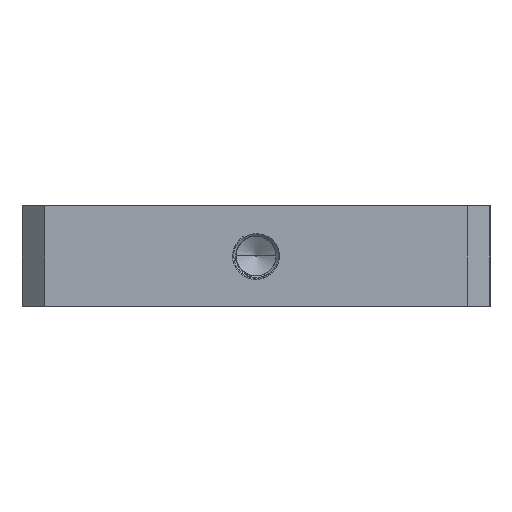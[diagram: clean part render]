
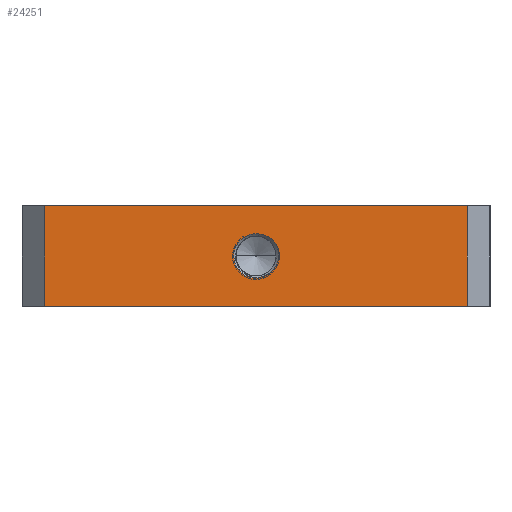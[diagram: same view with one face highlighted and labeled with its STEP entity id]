
A CAD part, left-side view. The second image highlights one B-rep face of the part: STEP entity #24251.
In plain terms, the highlighted planar face has unit normal (-1, 0, 0).
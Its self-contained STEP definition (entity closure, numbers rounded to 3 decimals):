
#17=DIRECTION('',(0.,-1.,0.));
#18=VECTOR('',#17,37.);
#19=CARTESIAN_POINT('',(-41.,18.5,0.));
#20=LINE('',#19,#18);
#318=DIRECTION('',(0.,-1.,0.));
#319=VECTOR('',#318,37.);
#320=CARTESIAN_POINT('',(-41.,18.5,8.8));
#321=LINE('',#320,#319);
#522=DIRECTION('',(0.,0.,-1.));
#523=VECTOR('',#522,8.8);
#524=CARTESIAN_POINT('',(-41.,-18.5,8.8));
#525=LINE('',#524,#523);
#526=DIRECTION('',(0.,0.,-1.));
#527=VECTOR('',#526,8.8);
#528=CARTESIAN_POINT('',(-41.,18.5,8.8));
#529=LINE('',#528,#527);
#530=CARTESIAN_POINT('',(-41.,-1.968,4.179));
#531=CARTESIAN_POINT('',(-41.,-1.953,4.092));
#532=CARTESIAN_POINT('',(-41.,-1.912,3.922));
#533=CARTESIAN_POINT('',(-41.,-1.848,3.756));
#534=CARTESIAN_POINT('',(-41.,-1.81,3.675));
#536=CARTESIAN_POINT('',(-41.,-1.767,5.445));
#537=CARTESIAN_POINT('',(-41.,-1.817,5.349));
#538=CARTESIAN_POINT('',(-41.,-1.901,5.151));
#539=CARTESIAN_POINT('',(-41.,-1.98,4.832));
#540=CARTESIAN_POINT('',(-41.,-2.005,4.502));
#541=CARTESIAN_POINT('',(-41.,-1.986,4.287));
#542=CARTESIAN_POINT('',(-41.,-1.968,4.179));
#544=CARTESIAN_POINT('',(-41.,-0.237,6.336));
#545=CARTESIAN_POINT('',(-41.,-0.386,6.326));
#546=CARTESIAN_POINT('',(-41.,-0.664,6.274));
#547=CARTESIAN_POINT('',(-41.,-1.025,6.127));
#548=CARTESIAN_POINT('',(-41.,-1.326,5.932));
#549=CARTESIAN_POINT('',(-41.,-1.575,5.703));
#550=CARTESIAN_POINT('',(-41.,-1.708,5.533));
#551=CARTESIAN_POINT('',(-41.,-1.767,5.445));
#7810=CARTESIAN_POINT('',(-41.,0.,4.4));
#7811=DIRECTION('',(1.,0.,0.));
#7812=DIRECTION('',(0.,-0.928,-0.372));
#7813=AXIS2_PLACEMENT_3D('',#7810,#7811,#7812);
#22417=CARTESIAN_POINT('',(-41.,-18.5,0.));
#22419=VERTEX_POINT('',#22417);
#22420=CARTESIAN_POINT('',(-41.,-18.5,8.8));
#22421=VERTEX_POINT('',#22420);
#22424=CARTESIAN_POINT('',(-41.,18.5,0.));
#22426=VERTEX_POINT('',#22424);
#22430=CARTESIAN_POINT('',(-41.,18.5,8.8));
#22431=VERTEX_POINT('',#22430);
#22910=VERTEX_POINT('',#530);
#22911=VERTEX_POINT('',#534);
#22912=VERTEX_POINT('',#536);
#22913=VERTEX_POINT('',#544);
#24229=CARTESIAN_POINT('',(-41.,20.5,0.));
#24230=DIRECTION('',(-1.,0.,0.));
#24231=DIRECTION('',(0.,-1.,0.));
#24232=AXIS2_PLACEMENT_3D('',#24229,#24230,#24231);
#24233=PLANE('',#24232);
#24234=ORIENTED_EDGE('',*,*,#24222,.T.);
#24235=ORIENTED_EDGE('',*,*,#23932,.F.);
#24237=ORIENTED_EDGE('',*,*,#24236,.F.);
#24238=ORIENTED_EDGE('',*,*,#24111,.T.);
#24239=EDGE_LOOP('',(#24234,#24235,#24237,#24238));
#24240=FACE_OUTER_BOUND('',#24239,.F.);
#24242=ORIENTED_EDGE('',*,*,#24241,.F.);
#24244=ORIENTED_EDGE('',*,*,#24243,.F.);
#24246=ORIENTED_EDGE('',*,*,#24245,.F.);
#24248=ORIENTED_EDGE('',*,*,#24247,.F.);
#24249=EDGE_LOOP('',(#24242,#24244,#24246,#24248));
#24250=FACE_BOUND('',#24249,.F.);
#24251=ADVANCED_FACE('',(#24240,#24250),#24233,.T.);
#535=B_SPLINE_CURVE_WITH_KNOTS('',3,(#530,#531,#532,#533,#534),.UNSPECIFIED.,
.F.,.F.,(4,1,4),(0.,0.5,1.),.UNSPECIFIED.);
#543=B_SPLINE_CURVE_WITH_KNOTS('',3,(#536,#537,#538,#539,#540,#541,#542),
.UNSPECIFIED.,.F.,.F.,(4,1,1,1,4),(0.,0.25,0.5,0.75,1.),
.UNSPECIFIED.);
#552=B_SPLINE_CURVE_WITH_KNOTS('',3,(#544,#545,#546,#547,#548,#549,#550,#551),
.UNSPECIFIED.,.F.,.F.,(4,1,1,1,1,4),(0.,0.2,0.4,0.6,0.8,1.),
.UNSPECIFIED.);
#7814=CIRCLE('',#7813,1.95);
#23932=EDGE_CURVE('',#22426,#22419,#20,.T.);
#24111=EDGE_CURVE('',#22431,#22421,#321,.T.);
#24222=EDGE_CURVE('',#22421,#22419,#525,.T.);
#24236=EDGE_CURVE('',#22431,#22426,#529,.T.);
#24241=EDGE_CURVE('',#22910,#22911,#535,.T.);
#24243=EDGE_CURVE('',#22912,#22910,#543,.T.);
#24245=EDGE_CURVE('',#22913,#22912,#552,.T.);
#24247=EDGE_CURVE('',#22911,#22913,#7814,.T.);
